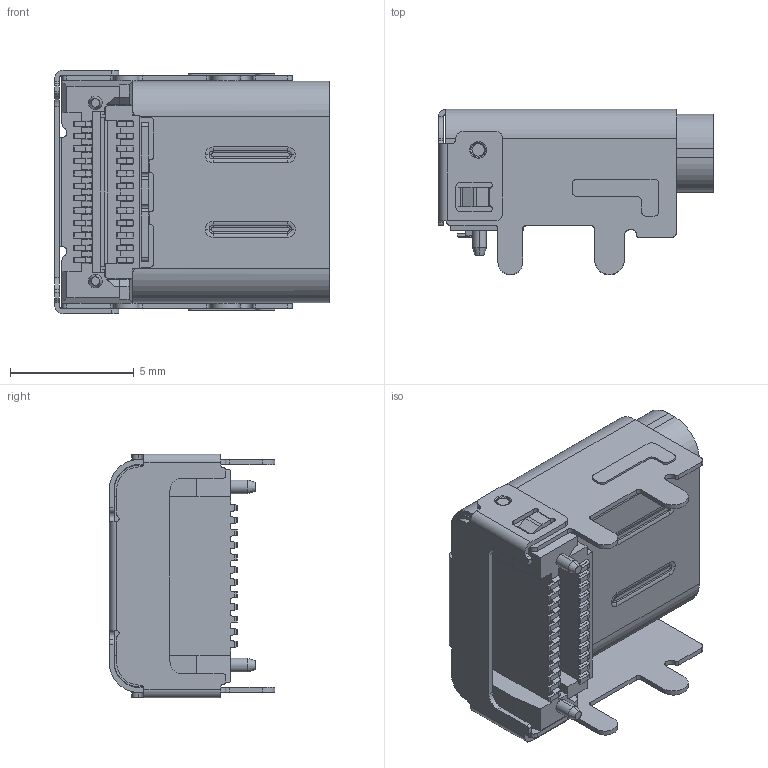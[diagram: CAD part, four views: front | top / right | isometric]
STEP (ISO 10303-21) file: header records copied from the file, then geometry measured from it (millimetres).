
FILE_DESCRIPTION (( 'STEP AP203' ), '1' );
FILE_NAME ('3D.STEP', '2023-11-06T11:21:24', ( '' ), ( '' ), 'SwSTEP 2.0', 'SolidWorks 2022', '' );
FILE_SCHEMA (( 'CONFIG_CONTROL_DESIGN' ));
Length unit declared in the file: millimetre
Products named in the file (1): 3D
Bounding box: 11.1 x 6.68 x 9.84 mm (x, y, z)
Volume: 235.9 mm3; surface area: 1140.9 mm2
Topology: 2 solids, 2 shells, 1741 faces, 4859 edges, 3144 vertices
Faces by surface type: plane 1308, cylinder 365, torus 30, bspline 22, cone 16
Entity records: 55879 total; most frequent: CARTESIAN_POINT 11112, ORIENTED_EDGE 9716, DIRECTION 8801, EDGE_CURVE 4858, VECTOR 3921, LINE 3921, VERTEX_POINT 3144, AXIS2_PLACEMENT_3D 2440
